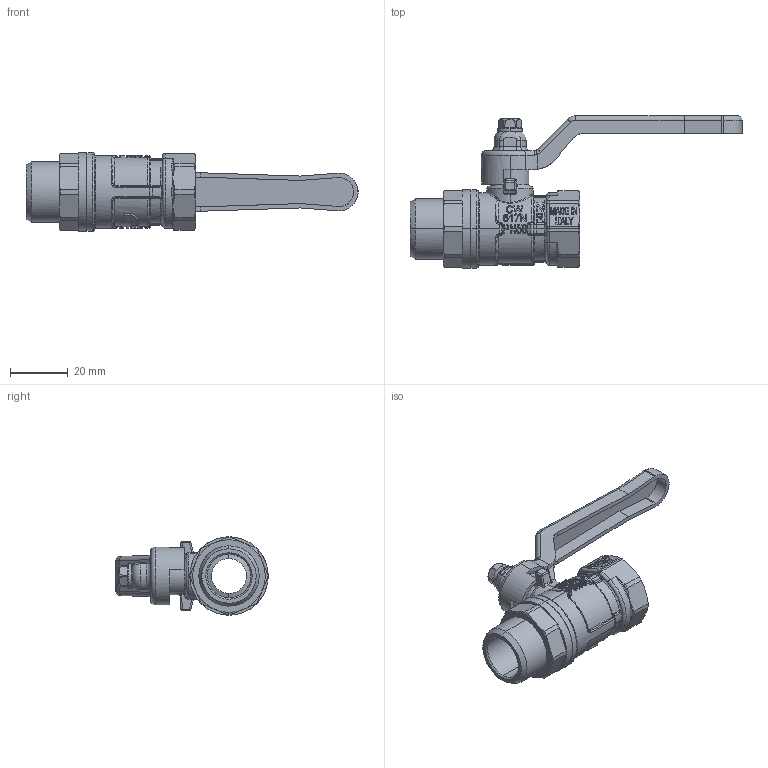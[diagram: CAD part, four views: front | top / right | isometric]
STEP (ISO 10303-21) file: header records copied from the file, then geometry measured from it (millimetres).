
FILE_DESCRIPTION (( 'STEP AP214' ), '1' );
FILE_NAME ('IT-ORIENT11204_R.STEP', '2018-09-14T13:51:02', ( '' ), ( '' ), 'SwSTEP 2.0', 'SolidWorks 2018', '' );
FILE_SCHEMA (( 'AUTOMOTIVE_DESIGN' ));
Length unit declared in the file: millimetre
Products named in the file (1): IT-ORIENT11204_R
Bounding box: 114.49 x 52.48 x 27 mm (x, y, z)
Surface area: 13041.4 mm2 (no closed solid volume)
Topology: 0 solids, 5 shells, 1121 faces, 2917 edges, 1802 vertices
Faces by surface type: plane 443, bspline 281, cylinder 210, torus 98, cone 46, sphere 43
Entity records: 52200 total; most frequent: CARTESIAN_POINT 32123, ORIENTED_EDGE 5611, EDGE_CURVE 2883, B_SPLINE_CURVE_WITH_KNOTS 2760, VERTEX_POINT 1802, DIRECTION 1682, EDGE_LOOP 1185, ADVANCED_FACE 1121
